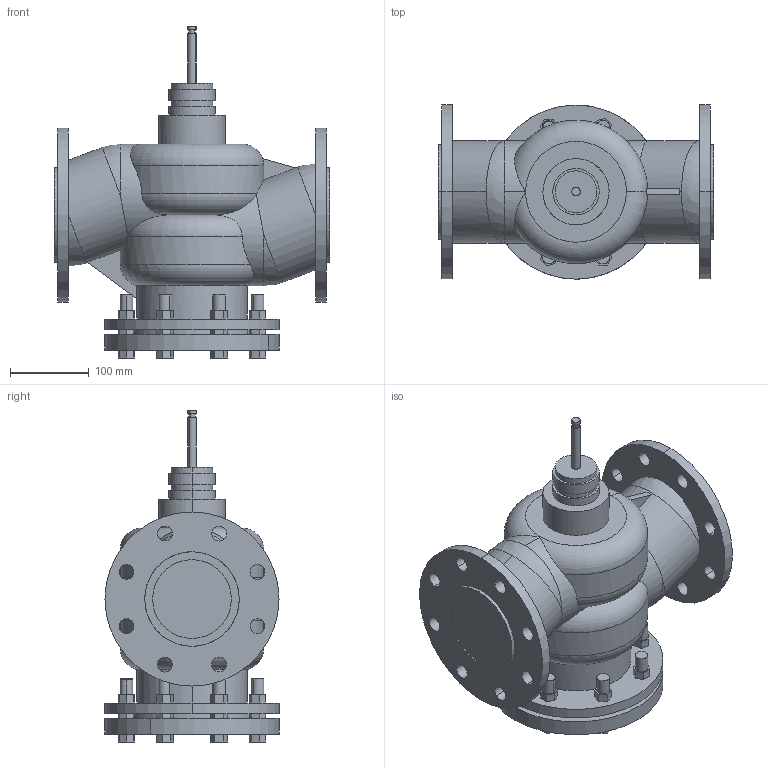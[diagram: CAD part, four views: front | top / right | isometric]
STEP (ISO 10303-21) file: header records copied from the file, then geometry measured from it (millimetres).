
FILE_DESCRIPTION(('CATIA V5 STEP Exchange','CAx-IF Rec.Pracs.--- Model Styling and Organization---1.4--- 2014-01-23','CAx-IF Rec.Pracs.---3D Tessellated Data Validation Properties---0.5---2014-09-14'),'2;1');
FILE_NAME('STEP_636100_-_TST.stp','2021-06-07T11:51:29+00:00',('none'),('none'),'CATIA Version 5-6 Release 2019 SP3','CATIA V5 STEP AP242 v1','none');
FILE_SCHEMA(('AP242_MANAGED_MODEL_BASED_3D_ENGINEERING_MIM_LF {1 0 10303 442 1 1 4}'));
Length unit declared in the file: millimetre
Products named in the file (1): 636100 - TST
Bounding box: 350 x 221 x 421.5 mm (x, y, z)
Volume: 10014774.7 mm3; surface area: 507491.2 mm2
Topology: 1 solids, 1 shells, 313 faces, 875 edges, 601 vertices
Faces by surface type: plane 195, cylinder 104, torus 8, sphere 4, cone 2
Entity records: 9821 total; most frequent: CARTESIAN_POINT 2605, ORIENTED_EDGE 1742, DIRECTION 1009, EDGE_CURVE 871, VERTEX_POINT 601, VECTOR 546, LINE 546, EDGE_LOOP 386
